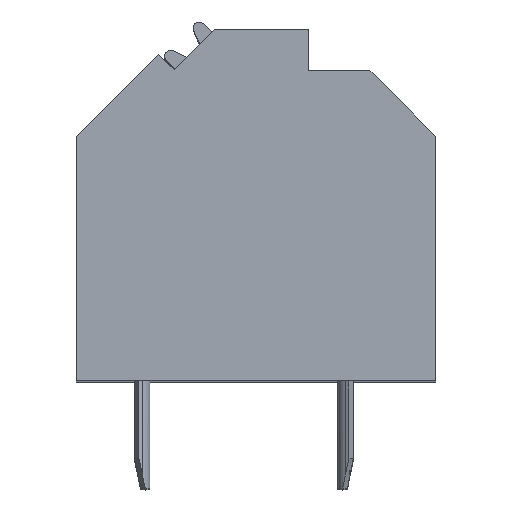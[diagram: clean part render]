
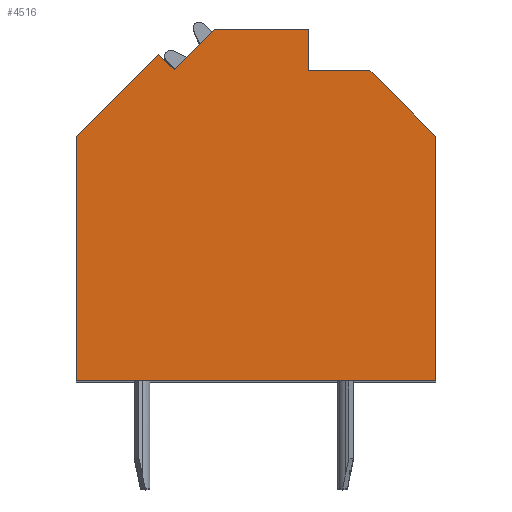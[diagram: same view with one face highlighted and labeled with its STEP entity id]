
A CAD part, top view. The second image highlights one B-rep face of the part: STEP entity #4516.
In plain terms, the highlighted planar face has unit normal (0, 0, 1).
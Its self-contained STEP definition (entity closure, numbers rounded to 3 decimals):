
#499=DIRECTION('',(-0.707,-0.707,0.));
#500=VECTOR('',#499,1.897);
#501=CARTESIAN_POINT('',(-1.39,5.718,23.725));
#502=LINE('',#501,#500);
#503=DIRECTION('',(-1.,0.,0.));
#504=VECTOR('',#503,3.14);
#505=CARTESIAN_POINT('',(1.75,5.718,23.725));
#506=LINE('',#505,#504);
#507=DIRECTION('',(0.,1.,0.));
#508=VECTOR('',#507,1.368);
#509=CARTESIAN_POINT('',(1.75,4.35,23.725));
#510=LINE('',#509,#508);
#511=DIRECTION('',(-1.,0.,0.));
#512=VECTOR('',#511,2.05);
#513=CARTESIAN_POINT('',(3.8,4.35,23.725));
#514=LINE('',#513,#512);
#515=DIRECTION('',(-0.707,0.707,0.));
#516=VECTOR('',#515,3.111);
#517=CARTESIAN_POINT('',(6.,2.15,23.725));
#518=LINE('',#517,#516);
#519=DIRECTION('',(0.,1.,0.));
#520=VECTOR('',#519,8.15);
#521=CARTESIAN_POINT('',(6.,-6.,23.725));
#522=LINE('',#521,#520);
#523=DIRECTION('',(1.,0.,0.));
#524=VECTOR('',#523,12.);
#525=CARTESIAN_POINT('',(-6.,-6.,23.725));
#526=LINE('',#525,#524);
#527=DIRECTION('',(0.,-1.,0.));
#528=VECTOR('',#527,8.14);
#529=CARTESIAN_POINT('',(-6.,2.14,23.725));
#530=LINE('',#529,#528);
#531=DIRECTION('',(-0.707,-0.707,0.));
#532=VECTOR('',#531,3.892);
#533=CARTESIAN_POINT('',(-3.248,4.892,23.725));
#534=LINE('',#533,#532);
#535=DIRECTION('',(-0.707,0.707,0.));
#536=VECTOR('',#535,0.73);
#537=CARTESIAN_POINT('',(-2.732,4.376,23.725));
#538=LINE('',#537,#536);
#3025=CARTESIAN_POINT('',(-1.39,5.718,23.725));
#3026=CARTESIAN_POINT('',(-2.732,4.376,23.725));
#3027=VERTEX_POINT('',#3025);
#3028=VERTEX_POINT('',#3026);
#3029=CARTESIAN_POINT('',(-3.248,4.892,23.725));
#3030=VERTEX_POINT('',#3029);
#3031=CARTESIAN_POINT('',(-6.,2.14,23.725));
#3032=VERTEX_POINT('',#3031);
#3033=CARTESIAN_POINT('',(-6.,-6.,23.725));
#3034=VERTEX_POINT('',#3033);
#3035=CARTESIAN_POINT('',(6.,-6.,23.725));
#3036=VERTEX_POINT('',#3035);
#3037=CARTESIAN_POINT('',(6.,2.15,23.725));
#3038=VERTEX_POINT('',#3037);
#3039=CARTESIAN_POINT('',(3.8,4.35,23.725));
#3040=VERTEX_POINT('',#3039);
#3041=CARTESIAN_POINT('',(1.75,4.35,23.725));
#3042=VERTEX_POINT('',#3041);
#3043=CARTESIAN_POINT('',(1.75,5.718,23.725));
#3044=VERTEX_POINT('',#3043);
#4492=CARTESIAN_POINT('',(0.,0.,23.725));
#4493=DIRECTION('',(0.,0.,1.));
#4494=DIRECTION('',(1.,0.,0.));
#4495=AXIS2_PLACEMENT_3D('',#4492,#4493,#4494);
#4496=PLANE('',#4495);
#4498=ORIENTED_EDGE('',*,*,#4497,.F.);
#4500=ORIENTED_EDGE('',*,*,#4499,.F.);
#4502=ORIENTED_EDGE('',*,*,#4501,.F.);
#4504=ORIENTED_EDGE('',*,*,#4503,.F.);
#4506=ORIENTED_EDGE('',*,*,#4505,.F.);
#4508=ORIENTED_EDGE('',*,*,#4507,.F.);
#4510=ORIENTED_EDGE('',*,*,#4509,.F.);
#4511=ORIENTED_EDGE('',*,*,#4199,.F.);
#4512=ORIENTED_EDGE('',*,*,#4431,.F.);
#4513=ORIENTED_EDGE('',*,*,#4153,.F.);
#4514=EDGE_LOOP('',(#4498,#4500,#4502,#4504,#4506,#4508,#4510,#4511,#4512,
#4513));
#4515=FACE_OUTER_BOUND('',#4514,.F.);
#4153=EDGE_CURVE('',#3028,#3030,#538,.T.);
#4199=EDGE_CURVE('',#3032,#3034,#530,.T.);
#4431=EDGE_CURVE('',#3030,#3032,#534,.T.);
#4497=EDGE_CURVE('',#3027,#3028,#502,.T.);
#4499=EDGE_CURVE('',#3044,#3027,#506,.T.);
#4501=EDGE_CURVE('',#3042,#3044,#510,.T.);
#4503=EDGE_CURVE('',#3040,#3042,#514,.T.);
#4505=EDGE_CURVE('',#3038,#3040,#518,.T.);
#4507=EDGE_CURVE('',#3036,#3038,#522,.T.);
#4509=EDGE_CURVE('',#3034,#3036,#526,.T.);
#4516=ADVANCED_FACE('',(#4515),#4496,.T.);
